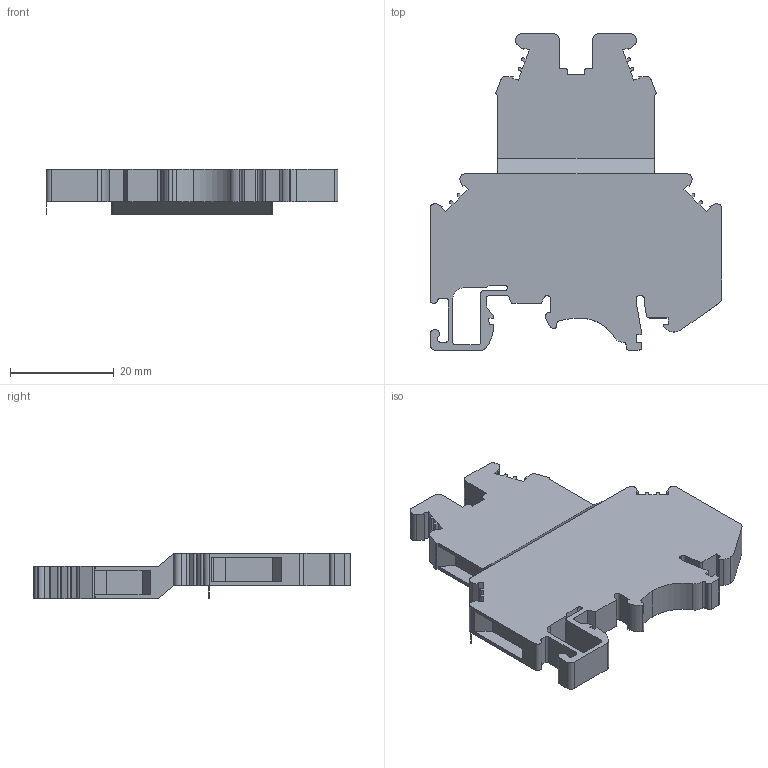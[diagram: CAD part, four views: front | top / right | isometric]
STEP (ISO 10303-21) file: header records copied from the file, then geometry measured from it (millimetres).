
FILE_DESCRIPTION((''),'2;1');
FILE_NAME('UKJ-4_2-2','2021-07-24T',('Administrator'),(''),'PRO/ENGINEER BY PARAMETRIC TECHNOLOGY CORPORATION, 2013230','PRO/ENGINEER BY PARAMETRIC TECHNOLOGY CORPORATION, 2013230','');
FILE_SCHEMA(('CONFIG_CONTROL_DESIGN'));
Length unit declared in the file: millimetre
Products named in the file (1): UKJ-4_2-2
Bounding box: 56.3 x 61 x 8.7 mm (x, y, z)
Volume: 12740 mm3; surface area: 7030.1 mm2
Topology: 1 solids, 1 shells, 213 faces, 612 edges, 407 vertices
Faces by surface type: plane 145, cylinder 68
Entity records: 7009 total; most frequent: CARTESIAN_POINT 1249, ORIENTED_EDGE 1224, DIRECTION 1169, EDGE_CURVE 612, VECTOR 475, LINE 475, VERTEX_POINT 407, AXIS2_PLACEMENT_3D 347
